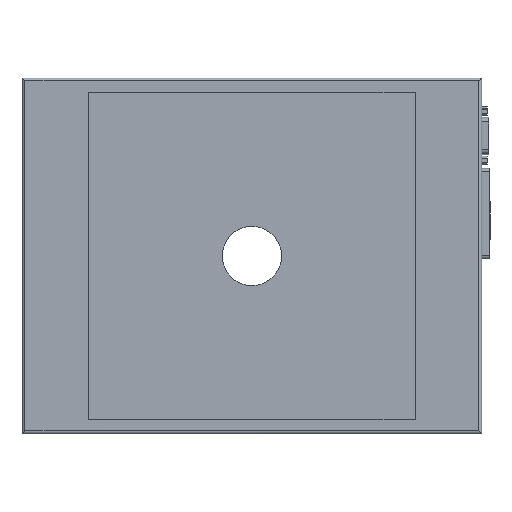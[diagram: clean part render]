
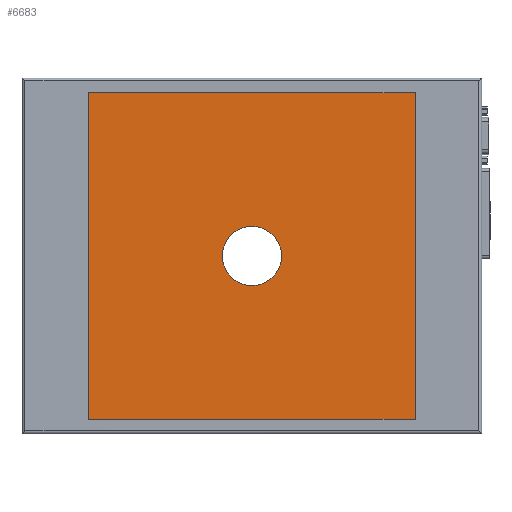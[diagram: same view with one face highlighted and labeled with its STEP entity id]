
A CAD part, top view. The second image highlights one B-rep face of the part: STEP entity #6683.
In plain terms, the highlighted face is planar.
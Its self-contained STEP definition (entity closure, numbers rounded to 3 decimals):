
#3108=CIRCLE('',#6336,20.);
#3291=ORIENTED_EDGE('',*,*,#4314,.T.);
#3292=ORIENTED_EDGE('',*,*,#4316,.T.);
#3293=ORIENTED_EDGE('',*,*,#4318,.T.);
#3294=ORIENTED_EDGE('',*,*,#4311,.T.);
#3295=ORIENTED_EDGE('',*,*,#4319,.T.);
#3789=VECTOR('',#5021,1.);
#3792=VECTOR('',#5026,1.);
#3794=VECTOR('',#5030,1.);
#3796=VECTOR('',#5034,1.);
#3943=LINE('',#5750,#3789);
#3946=LINE('',#5755,#3792);
#3948=LINE('',#5759,#3794);
#3950=LINE('',#5762,#3796);
#4099=VERTEX_POINT('',#5748);
#4100=VERTEX_POINT('',#5749);
#4101=VERTEX_POINT('',#5754);
#4102=VERTEX_POINT('',#5758);
#4103=VERTEX_POINT('',#5764);
#4311=EDGE_CURVE('',#4099,#4100,#3943,.T.);
#4314=EDGE_CURVE('',#4100,#4101,#3946,.T.);
#4316=EDGE_CURVE('',#4101,#4102,#3948,.T.);
#4318=EDGE_CURVE('',#4102,#4099,#3950,.T.);
#4319=EDGE_CURVE('',#4103,#4103,#3108,.T.);
#4566=EDGE_LOOP('',(#3291,#3292,#3293,#3294));
#4567=EDGE_LOOP('',(#3295));
#4766=FACE_BOUND('',#4566,.T.);
#4767=FACE_BOUND('',#4567,.T.);
#5021=DIRECTION('',(220.,0.,0.));
#5026=DIRECTION('',(0.,-220.,0.));
#5030=DIRECTION('',(-220.,0.,0.));
#5034=DIRECTION('',(0.,220.,0.));
#5035=DIRECTION('',(0.,0.,-1.));
#5036=DIRECTION('',(0.,1.,0.));
#5037=DIRECTION('',(0.,0.,1.));
#5038=DIRECTION('',(0.,-20.,0.));
#5748=CARTESIAN_POINT('',(-265.,-10.,-21.1));
#5749=CARTESIAN_POINT('',(-45.,-10.,-21.1));
#5750=CARTESIAN_POINT('',(-265.,-10.,-21.1));
#5754=CARTESIAN_POINT('',(-45.,-230.,-21.1));
#5755=CARTESIAN_POINT('',(-45.,-10.,-21.1));
#5758=CARTESIAN_POINT('',(-265.,-230.,-21.1));
#5759=CARTESIAN_POINT('',(-45.,-230.,-21.1));
#5762=CARTESIAN_POINT('',(-265.,-230.,-21.1));
#5763=CARTESIAN_POINT('',(-45.,-10.,-21.1));
#5764=CARTESIAN_POINT('',(-155.,-140.,-21.1));
#5765=CARTESIAN_POINT('',(-155.,-120.,-21.1));
#6335=AXIS2_PLACEMENT_3D('',#5763,#5035,#5036);
#6336=AXIS2_PLACEMENT_3D('',#5765,#5037,#5038);
#6603=PLANE('',#6335);
#6683=ADVANCED_FACE('',(#4766,#4767),#6603,.T.);
